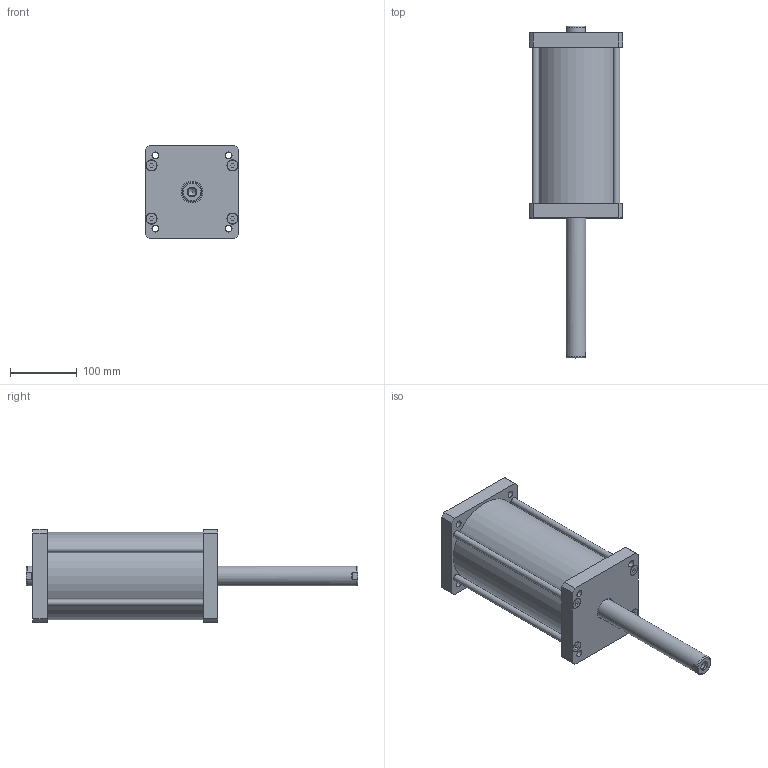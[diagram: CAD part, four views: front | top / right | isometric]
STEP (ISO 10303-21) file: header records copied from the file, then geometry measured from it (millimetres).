
FILE_DESCRIPTION((''),'2;1');
FILE_NAME('KDMP125.200.GS.F.stp','2011-09-05T11:17:48',('Administrator'),(''),'Autodesk Inventor 2012','Autodesk Inventor 2012','');
FILE_SCHEMA(('AUTOMOTIVE_DESIGN { 1 0 10303 214 1 1 1 1 }'));
Length unit declared in the file: millimetre
Products named in the file (1): KDMP125.200.GS.F
Bounding box: 140 x 498 x 140 mm (x, y, z)
Volume: 4262729.4 mm3; surface area: 239525.5 mm2
Topology: 1 solids, 1 shells, 151 faces, 357 edges, 240 vertices
Faces by surface type: plane 98, cylinder 47, cone 4, torus 2
Full cylindrical faces by diameter (mm): 10 x4, 10.106 x8, 11.445 x2, 11.835 x2, 14.25 x2, 16 x8, 16.5 x8, 30 x2, 33 x2, 132 x1
Entity records: 4282 total; most frequent: CARTESIAN_POINT 752, DIRECTION 696, ORIENTED_EDGE 588, EDGE_CURVE 294, AXIS2_PLACEMENT_3D 254, EDGE_LOOP 252, VERTEX_POINT 222, VECTOR 188
